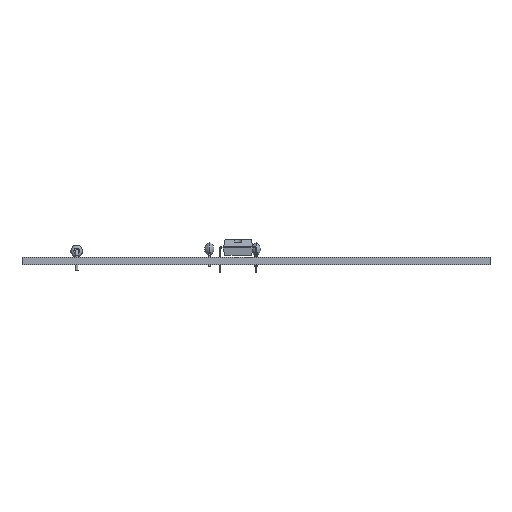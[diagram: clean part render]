
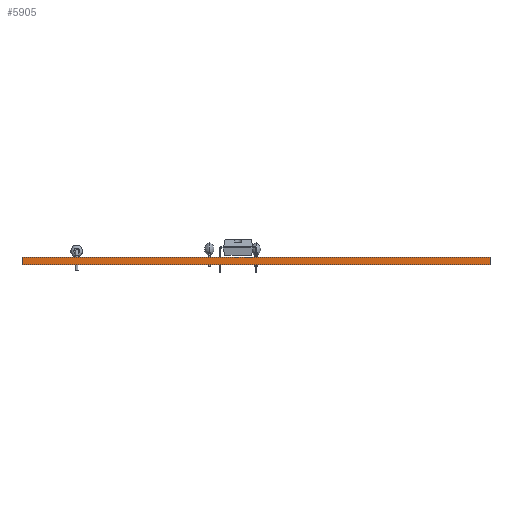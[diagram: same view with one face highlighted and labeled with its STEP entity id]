
A CAD part, front view. The second image highlights one B-rep face of the part: STEP entity #5905.
In plain terms, the highlighted planar face has unit normal (0, -1, 0).
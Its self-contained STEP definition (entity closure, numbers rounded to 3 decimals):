
#5905 = ADVANCED_FACE('',(#5906),#5940,.T.);
#5906 = FACE_BOUND('',#5907,.T.);
#5907 = EDGE_LOOP('',(#5908,#5918,#5926,#5934));
#5908 = ORIENTED_EDGE('',*,*,#5909,.T.);
#5909 = EDGE_CURVE('',#5910,#5912,#5914,.T.);
#5910 = VERTEX_POINT('',#5911);
#5911 = CARTESIAN_POINT('',(200.,-150.,0.));
#5912 = VERTEX_POINT('',#5913);
#5913 = CARTESIAN_POINT('',(200.,-150.,1.6));
#5914 = LINE('',#5915,#5916);
#5915 = CARTESIAN_POINT('',(200.,-150.,0.));
#5916 = VECTOR('',#5917,1.);
#5917 = DIRECTION('',(0.,0.,1.));
#5918 = ORIENTED_EDGE('',*,*,#5919,.T.);
#5919 = EDGE_CURVE('',#5912,#5920,#5922,.T.);
#5920 = VERTEX_POINT('',#5921);
#5921 = CARTESIAN_POINT('',(100.,-150.,1.6));
#5922 = LINE('',#5923,#5924);
#5923 = CARTESIAN_POINT('',(200.,-150.,1.6));
#5924 = VECTOR('',#5925,1.);
#5925 = DIRECTION('',(-1.,0.,0.));
#5926 = ORIENTED_EDGE('',*,*,#5927,.F.);
#5927 = EDGE_CURVE('',#5928,#5920,#5930,.T.);
#5928 = VERTEX_POINT('',#5929);
#5929 = CARTESIAN_POINT('',(100.,-150.,0.));
#5930 = LINE('',#5931,#5932);
#5931 = CARTESIAN_POINT('',(100.,-150.,0.));
#5932 = VECTOR('',#5933,1.);
#5933 = DIRECTION('',(0.,0.,1.));
#5934 = ORIENTED_EDGE('',*,*,#5935,.F.);
#5935 = EDGE_CURVE('',#5910,#5928,#5936,.T.);
#5936 = LINE('',#5937,#5938);
#5937 = CARTESIAN_POINT('',(200.,-150.,0.));
#5938 = VECTOR('',#5939,1.);
#5939 = DIRECTION('',(-1.,0.,0.));
#5940 = PLANE('',#5941);
#5941 = AXIS2_PLACEMENT_3D('',#5942,#5943,#5944);
#5942 = CARTESIAN_POINT('',(200.,-150.,0.));
#5943 = DIRECTION('',(0.,-1.,0.));
#5944 = DIRECTION('',(-1.,0.,0.));
